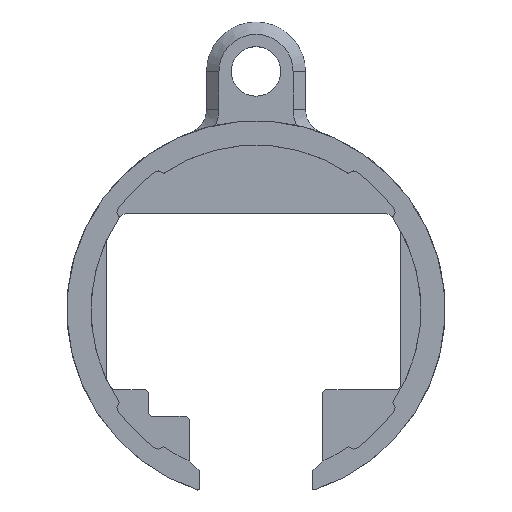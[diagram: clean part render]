
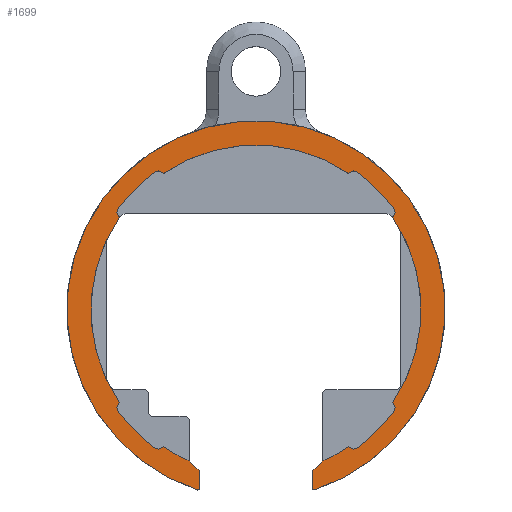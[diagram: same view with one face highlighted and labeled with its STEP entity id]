
A CAD part, top view. The second image highlights one B-rep face of the part: STEP entity #1699.
In plain terms, the highlighted planar face has unit normal (0, 0, 1).
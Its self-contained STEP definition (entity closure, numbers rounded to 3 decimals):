
#99=PLANE('',#1860);
#132=LINE('',#2611,#293);
#258=LINE('',#3019,#419);
#259=LINE('',#3021,#420);
#260=LINE('',#3023,#421);
#293=VECTOR('',#1927,10.);
#419=VECTOR('',#2333,10.);
#420=VECTOR('',#2336,10.);
#421=VECTOR('',#2339,10.);
#432=CIRCLE('',#1716,0.1);
#434=CIRCLE('',#1721,0.5);
#435=CIRCLE('',#1723,13.85);
#437=CIRCLE('',#1726,0.5);
#440=CIRCLE('',#1730,0.5);
#441=CIRCLE('',#1732,13.85);
#443=CIRCLE('',#1735,0.5);
#446=CIRCLE('',#1739,0.5);
#447=CIRCLE('',#1741,13.85);
#449=CIRCLE('',#1744,0.5);
#452=CIRCLE('',#1748,0.5);
#453=CIRCLE('',#1750,13.85);
#455=CIRCLE('',#1753,0.5);
#464=CIRCLE('',#1766,13.35);
#465=CIRCLE('',#1768,13.35);
#469=CIRCLE('',#1773,13.35);
#470=CIRCLE('',#1775,13.35);
#472=CIRCLE('',#1802,13.35);
#485=CIRCLE('',#1851,15.3);
#486=CIRCLE('',#1856,0.1);
#593=FACE_OUTER_BOUND('',#691,.T.);
#691=EDGE_LOOP('',(#1578,#1579,#1580,#1581,#1582,#1583,#1584,#1585,#1586,
#1587,#1588,#1589,#1590,#1591,#1592,#1593,#1594,#1595,#1596,#1597,#1598,
#1599,#1600,#1601));
#758=VERTEX_POINT('',#2601);
#759=VERTEX_POINT('',#2603);
#761=VERTEX_POINT('',#2609);
#764=VERTEX_POINT('',#2618);
#766=VERTEX_POINT('',#2622);
#767=VERTEX_POINT('',#2626);
#769=VERTEX_POINT('',#2632);
#772=VERTEX_POINT('',#2639);
#774=VERTEX_POINT('',#2643);
#775=VERTEX_POINT('',#2647);
#777=VERTEX_POINT('',#2653);
#780=VERTEX_POINT('',#2660);
#782=VERTEX_POINT('',#2664);
#783=VERTEX_POINT('',#2668);
#785=VERTEX_POINT('',#2674);
#788=VERTEX_POINT('',#2681);
#790=VERTEX_POINT('',#2685);
#791=VERTEX_POINT('',#2689);
#793=VERTEX_POINT('',#2695);
#815=VERTEX_POINT('',#2750);
#840=VERTEX_POINT('',#2877);
#861=VERTEX_POINT('',#3004);
#862=VERTEX_POINT('',#3013);
#863=VERTEX_POINT('',#3017);
#915=EDGE_CURVE('',#758,#759,#432,.T.);
#919=EDGE_CURVE('',#758,#761,#132,.T.);
#925=EDGE_CURVE('',#764,#766,#434,.T.);
#926=EDGE_CURVE('',#766,#767,#435,.T.);
#930=EDGE_CURVE('',#767,#769,#437,.T.);
#935=EDGE_CURVE('',#772,#774,#440,.T.);
#936=EDGE_CURVE('',#774,#775,#441,.T.);
#940=EDGE_CURVE('',#775,#777,#443,.T.);
#945=EDGE_CURVE('',#780,#782,#446,.T.);
#946=EDGE_CURVE('',#782,#783,#447,.T.);
#950=EDGE_CURVE('',#783,#785,#449,.T.);
#955=EDGE_CURVE('',#788,#790,#452,.T.);
#956=EDGE_CURVE('',#790,#791,#453,.T.);
#960=EDGE_CURVE('',#791,#793,#455,.T.);
#986=EDGE_CURVE('',#793,#772,#464,.T.);
#987=EDGE_CURVE('',#815,#780,#465,.T.);
#996=EDGE_CURVE('',#785,#788,#469,.T.);
#997=EDGE_CURVE('',#777,#764,#470,.T.);
#1045=EDGE_CURVE('',#769,#840,#472,.T.);
#1100=EDGE_CURVE('',#861,#759,#485,.T.);
#1104=EDGE_CURVE('',#861,#862,#486,.T.);
#1107=EDGE_CURVE('',#840,#863,#258,.T.);
#1108=EDGE_CURVE('',#761,#815,#259,.T.);
#1109=EDGE_CURVE('',#863,#862,#260,.T.);
#1578=ORIENTED_EDGE('',*,*,#930,.T.);
#1579=ORIENTED_EDGE('',*,*,#1045,.T.);
#1580=ORIENTED_EDGE('',*,*,#1107,.T.);
#1581=ORIENTED_EDGE('',*,*,#1109,.T.);
#1582=ORIENTED_EDGE('',*,*,#1104,.F.);
#1583=ORIENTED_EDGE('',*,*,#1100,.T.);
#1584=ORIENTED_EDGE('',*,*,#915,.F.);
#1585=ORIENTED_EDGE('',*,*,#919,.T.);
#1586=ORIENTED_EDGE('',*,*,#1108,.T.);
#1587=ORIENTED_EDGE('',*,*,#987,.T.);
#1588=ORIENTED_EDGE('',*,*,#945,.T.);
#1589=ORIENTED_EDGE('',*,*,#946,.T.);
#1590=ORIENTED_EDGE('',*,*,#950,.T.);
#1591=ORIENTED_EDGE('',*,*,#996,.T.);
#1592=ORIENTED_EDGE('',*,*,#955,.T.);
#1593=ORIENTED_EDGE('',*,*,#956,.T.);
#1594=ORIENTED_EDGE('',*,*,#960,.T.);
#1595=ORIENTED_EDGE('',*,*,#986,.T.);
#1596=ORIENTED_EDGE('',*,*,#935,.T.);
#1597=ORIENTED_EDGE('',*,*,#936,.T.);
#1598=ORIENTED_EDGE('',*,*,#940,.T.);
#1599=ORIENTED_EDGE('',*,*,#997,.T.);
#1600=ORIENTED_EDGE('',*,*,#925,.T.);
#1601=ORIENTED_EDGE('',*,*,#926,.T.);
#1699=ADVANCED_FACE('',(#593),#99,.F.);
#1716=AXIS2_PLACEMENT_3D('',#2604,#1920,#1921);
#1721=AXIS2_PLACEMENT_3D('',#2624,#1938,#1939);
#1723=AXIS2_PLACEMENT_3D('',#2627,#1942,#1943);
#1726=AXIS2_PLACEMENT_3D('',#2635,#1950,#1951);
#1730=AXIS2_PLACEMENT_3D('',#2645,#1960,#1961);
#1732=AXIS2_PLACEMENT_3D('',#2648,#1964,#1965);
#1735=AXIS2_PLACEMENT_3D('',#2656,#1972,#1973);
#1739=AXIS2_PLACEMENT_3D('',#2666,#1982,#1983);
#1741=AXIS2_PLACEMENT_3D('',#2669,#1986,#1987);
#1744=AXIS2_PLACEMENT_3D('',#2677,#1994,#1995);
#1748=AXIS2_PLACEMENT_3D('',#2687,#2004,#2005);
#1750=AXIS2_PLACEMENT_3D('',#2690,#2008,#2009);
#1753=AXIS2_PLACEMENT_3D('',#2698,#2016,#2017);
#1766=AXIS2_PLACEMENT_3D('',#2748,#2059,#2060);
#1768=AXIS2_PLACEMENT_3D('',#2751,#2063,#2064);
#1773=AXIS2_PLACEMENT_3D('',#2767,#2078,#2079);
#1775=AXIS2_PLACEMENT_3D('',#2769,#2082,#2083);
#1802=AXIS2_PLACEMENT_3D('',#2879,#2176,#2177);
#1851=AXIS2_PLACEMENT_3D('',#3005,#2314,#2315);
#1856=AXIS2_PLACEMENT_3D('',#3014,#2327,#2328);
#1860=AXIS2_PLACEMENT_3D('',#3024,#2340,#2341);
#1920=DIRECTION('center_axis',(0.,0.,
-1.));
#1921=DIRECTION('ref_axis',(0.588,-0.809,0.));
#1927=DIRECTION('',(0.,1.,0.));
#1938=DIRECTION('center_axis',(0.,0.,
-1.));
#1939=DIRECTION('ref_axis',(-0.805,0.593,0.));
#1942=DIRECTION('center_axis',(0.,0.,
-1.));
#1943=DIRECTION('ref_axis',(0.805,-0.593,0.));
#1950=DIRECTION('center_axis',(0.,0.,
-1.));
#1951=DIRECTION('ref_axis',(0.593,-0.805,0.));
#1960=DIRECTION('center_axis',(0.,0.,
-1.));
#1961=DIRECTION('ref_axis',(-0.593,-0.805,0.));
#1964=DIRECTION('center_axis',(0.,0.,
-1.));
#1965=DIRECTION('ref_axis',(0.593,0.805,0.));
#1972=DIRECTION('center_axis',(0.,0.,
-1.));
#1973=DIRECTION('ref_axis',(0.805,0.593,0.));
#1982=DIRECTION('center_axis',(0.,0.,
-1.));
#1983=DIRECTION('ref_axis',(0.593,0.805,0.));
#1986=DIRECTION('center_axis',(0.,0.,
-1.));
#1987=DIRECTION('ref_axis',(-0.593,-0.805,0.));
#1994=DIRECTION('center_axis',(0.,0.,
-1.));
#1995=DIRECTION('ref_axis',(-0.805,-0.593,0.));
#2004=DIRECTION('center_axis',(0.,0.,
-1.));
#2005=DIRECTION('ref_axis',(0.805,-0.593,0.));
#2008=DIRECTION('center_axis',(0.,0.,
-1.));
#2009=DIRECTION('ref_axis',(-0.805,0.593,0.));
#2016=DIRECTION('center_axis',(0.,0.,
-1.));
#2017=DIRECTION('ref_axis',(-0.593,0.805,0.));
#2059=DIRECTION('center_axis',(0.,0.,
-1.));
#2060=DIRECTION('ref_axis',(-1.,0.,0.));
#2063=DIRECTION('center_axis',(0.,0.,
-1.));
#2064=DIRECTION('ref_axis',(-1.,0.,0.));
#2078=DIRECTION('center_axis',(0.,0.,
-1.));
#2079=DIRECTION('ref_axis',(-1.,0.,0.));
#2082=DIRECTION('center_axis',(0.,0.,
-1.));
#2083=DIRECTION('ref_axis',(-1.,0.,0.));
#2176=DIRECTION('center_axis',(0.,0.,
-1.));
#2177=DIRECTION('ref_axis',(-1.,0.,0.));
#2314=DIRECTION('center_axis',(0.,0.,
1.));
#2315=DIRECTION('ref_axis',(-1.,0.,0.));
#2327=DIRECTION('center_axis',(0.,0.,
-1.));
#2328=DIRECTION('ref_axis',(-0.588,-0.809,0.));
#2333=DIRECTION('',(-0.707,-0.707,0.));
#2336=DIRECTION('',(-0.707,0.707,0.));
#2339=DIRECTION('',(0.,-1.,0.));
#2340=DIRECTION('center_axis',(0.,0.,
-1.));
#2341=DIRECTION('ref_axis',(-1.,0.,0.));
#2601=CARTESIAN_POINT('',(-4.6,-14.455,-6.));
#2603=CARTESIAN_POINT('',(-4.731,-14.55,-6.));
#2604=CARTESIAN_POINT('Origin',(-4.7,-14.455,-6.));
#2609=CARTESIAN_POINT('',(-4.6,-13.01,-6.));
#2611=CARTESIAN_POINT('',(-4.6,-14.592,-6.));
#2618=CARTESIAN_POINT('',(11.037,-7.511,-6.));
#2622=CARTESIAN_POINT('',(11.15,-8.216,-6.));
#2624=CARTESIAN_POINT('Origin',(10.748,-7.919,-6.));
#2626=CARTESIAN_POINT('',(8.216,-11.15,-6.));
#2627=CARTESIAN_POINT('Origin',(0.,0.,-6.));
#2632=CARTESIAN_POINT('',(7.511,-11.037,-6.));
#2635=CARTESIAN_POINT('Origin',(7.919,-10.748,-6.));
#2639=CARTESIAN_POINT('',(7.511,11.037,-6.));
#2643=CARTESIAN_POINT('',(8.216,11.15,-6.));
#2645=CARTESIAN_POINT('Origin',(7.919,10.748,-6.));
#2647=CARTESIAN_POINT('',(11.15,8.216,-6.));
#2648=CARTESIAN_POINT('Origin',(0.,0.,-6.));
#2653=CARTESIAN_POINT('',(11.037,7.511,-6.));
#2656=CARTESIAN_POINT('Origin',(10.748,7.919,-6.));
#2660=CARTESIAN_POINT('',(-7.511,-11.037,-6.));
#2664=CARTESIAN_POINT('',(-8.216,-11.15,-6.));
#2666=CARTESIAN_POINT('Origin',(-7.919,-10.748,-6.));
#2668=CARTESIAN_POINT('',(-11.15,-8.216,-6.));
#2669=CARTESIAN_POINT('Origin',(0.,0.,-6.));
#2674=CARTESIAN_POINT('',(-11.037,-7.511,-6.));
#2677=CARTESIAN_POINT('Origin',(-10.748,-7.919,-6.));
#2681=CARTESIAN_POINT('',(-11.037,7.511,-6.));
#2685=CARTESIAN_POINT('',(-11.15,8.216,-6.));
#2687=CARTESIAN_POINT('Origin',(-10.748,7.919,-6.));
#2689=CARTESIAN_POINT('',(-8.216,11.15,-6.));
#2690=CARTESIAN_POINT('Origin',(0.,0.,-6.));
#2695=CARTESIAN_POINT('',(-7.511,11.037,-6.));
#2698=CARTESIAN_POINT('Origin',(-7.919,10.748,-6.));
#2748=CARTESIAN_POINT('Origin',(0.,0.,
-6.));
#2750=CARTESIAN_POINT('',(-5.404,-12.207,-6.));
#2751=CARTESIAN_POINT('Origin',(0.,0.,
-6.));
#2767=CARTESIAN_POINT('Origin',(0.,0.,
-6.));
#2769=CARTESIAN_POINT('Origin',(0.,0.,
-6.));
#2877=CARTESIAN_POINT('',(5.404,-12.207,-6.));
#2879=CARTESIAN_POINT('Origin',(0.,0.,
-6.));
#3004=CARTESIAN_POINT('',(4.731,-14.55,-6.));
#3005=CARTESIAN_POINT('Origin',(0.,0.,
-6.));
#3013=CARTESIAN_POINT('',(4.6,-14.455,-6.));
#3014=CARTESIAN_POINT('Origin',(4.7,-14.455,-6.));
#3017=CARTESIAN_POINT('',(4.6,-13.01,-6.));
#3019=CARTESIAN_POINT('',(4.6,-13.01,-6.));
#3021=CARTESIAN_POINT('',(-4.6,-13.01,-6.));
#3023=CARTESIAN_POINT('',(4.6,-14.592,-6.));
#3024=CARTESIAN_POINT('Origin',(0.,0.354,
-6.));
